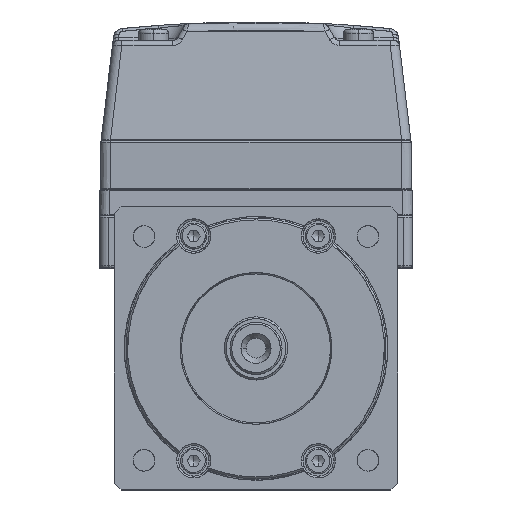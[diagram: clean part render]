
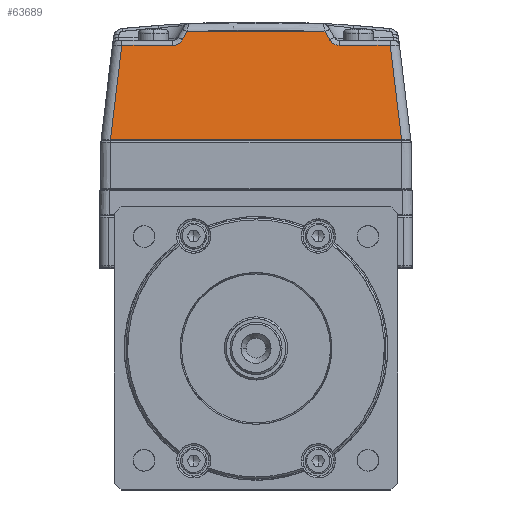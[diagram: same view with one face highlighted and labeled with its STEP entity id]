
A CAD part, top view. The second image highlights one B-rep face of the part: STEP entity #63689.
In plain terms, the highlighted planar face has unit normal (0, -0.126, -0.992).
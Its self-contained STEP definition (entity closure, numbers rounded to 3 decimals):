
#63596=DIRECTION('',(1.,0.,0.));
#63597=VECTOR('',#63596,78.168);
#63598=CARTESIAN_POINT('',(-39.081,56.098,
-44.685));
#63599=LINE('',#63598,#63597);
#63600=DIRECTION('',(-0.118,0.985,-0.125));
#63601=VECTOR('',#63600,25.76);
#63602=CARTESIAN_POINT('',(39.087,56.098,
-44.712));
#63603=LINE('',#63602,#63601);
#63604=DIRECTION('',(-1.,0.,0.));
#63605=VECTOR('',#63604,13.673);
#63606=CARTESIAN_POINT('',(36.041,81.473,
-47.941));
#63607=LINE('',#63606,#63605);
#63608=CARTESIAN_POINT('',(22.368,81.473,
-47.936));
#63609=CARTESIAN_POINT('',(22.009,81.476,
-47.936));
#63610=CARTESIAN_POINT('',(21.336,81.591,
-47.951));
#63611=CARTESIAN_POINT('',(20.396,82.13,
-48.019));
#63612=CARTESIAN_POINT('',(19.955,82.659,
-48.086));
#63613=CARTESIAN_POINT('',(19.77,82.973,
-48.126));
#63615=DIRECTION('',(-0.497,0.861,-0.109));
#63616=VECTOR('',#63615,2.501);
#63617=CARTESIAN_POINT('',(19.77,82.973,
-48.126));
#63618=LINE('',#63617,#63616);
#63619=CARTESIAN_POINT('',(18.527,85.125,
-48.4));
#63620=CARTESIAN_POINT('',(14.723,85.326,
-48.424));
#63621=CARTESIAN_POINT('',(6.91,85.594,
-48.455));
#63622=CARTESIAN_POINT('',(-5.208,85.641,
-48.457));
#63623=CARTESIAN_POINT('',(-13.992,85.347,
-48.417));
#63624=CARTESIAN_POINT('',(-18.524,85.125,
-48.387));
#63626=DIRECTION('',(-0.497,-0.861,0.11));
#63627=VECTOR('',#63626,2.501);
#63628=CARTESIAN_POINT('',(-18.524,85.125,
-48.387));
#63629=LINE('',#63628,#63627);
#63630=CARTESIAN_POINT('',(-19.766,82.973,
-48.113));
#63631=CARTESIAN_POINT('',(-19.952,82.659,
-48.073));
#63632=CARTESIAN_POINT('',(-20.392,82.13,
-48.005));
#63633=CARTESIAN_POINT('',(-21.333,81.591,
-47.936));
#63634=CARTESIAN_POINT('',(-22.005,81.476,
-47.921));
#63635=CARTESIAN_POINT('',(-22.364,81.473,
-47.921));
#63637=DIRECTION('',(-1.,0.,0.));
#63638=VECTOR('',#63637,13.673);
#63639=CARTESIAN_POINT('',(-22.364,81.473,
-47.921));
#63640=LINE('',#63639,#63638);
#63641=DIRECTION('',(-0.118,-0.985,0.125));
#63642=VECTOR('',#63641,25.76);
#63643=CARTESIAN_POINT('',(-36.037,81.473,
-47.916));
#63644=LINE('',#63643,#63642);
#63645=CARTESIAN_POINT('',(39.087,56.098,
-44.712));
#63646=CARTESIAN_POINT('',(-39.081,56.098,
-44.685));
#63647=VERTEX_POINT('',#63645);
#63648=VERTEX_POINT('',#63646);
#63649=CARTESIAN_POINT('',(-36.037,81.473,
-47.916));
#63650=VERTEX_POINT('',#63649);
#63651=CARTESIAN_POINT('',(-22.364,81.473,
-47.921));
#63652=VERTEX_POINT('',#63651);
#63653=VERTEX_POINT('',#63630);
#63654=CARTESIAN_POINT('',(-18.524,85.125,
-48.387));
#63655=VERTEX_POINT('',#63654);
#63656=VERTEX_POINT('',#63619);
#63657=CARTESIAN_POINT('',(19.77,82.973,
-48.126));
#63658=VERTEX_POINT('',#63657);
#63659=VERTEX_POINT('',#63608);
#63660=CARTESIAN_POINT('',(36.041,81.473,
-47.941));
#63661=VERTEX_POINT('',#63660);
#63662=CARTESIAN_POINT('',(0.002,70.856,
-46.577));
#63663=DIRECTION('',(0.,0.126,0.992));
#63664=DIRECTION('',(0.,0.992,-0.126));
#63665=AXIS2_PLACEMENT_3D('',#63662,#63663,#63664);
#63666=PLANE('',#63665);
#63668=ORIENTED_EDGE('',*,*,#63667,.T.);
#63670=ORIENTED_EDGE('',*,*,#63669,.T.);
#63672=ORIENTED_EDGE('',*,*,#63671,.T.);
#63674=ORIENTED_EDGE('',*,*,#63673,.T.);
#63676=ORIENTED_EDGE('',*,*,#63675,.T.);
#63678=ORIENTED_EDGE('',*,*,#63677,.T.);
#63680=ORIENTED_EDGE('',*,*,#63679,.T.);
#63682=ORIENTED_EDGE('',*,*,#63681,.T.);
#63684=ORIENTED_EDGE('',*,*,#63683,.T.);
#63686=ORIENTED_EDGE('',*,*,#63685,.T.);
#63687=EDGE_LOOP('',(#63668,#63670,#63672,#63674,#63676,#63678,#63680,#63682,
#63684,#63686));
#63688=FACE_OUTER_BOUND('',#63687,.F.);
#63689=ADVANCED_FACE('',(#63688),#63666,.F.);
#63614=B_SPLINE_CURVE_WITH_KNOTS('',3,(#63608,#63609,#63610,#63611,#63612,
#63613),.UNSPECIFIED.,.F.,.F.,(4,1,1,4),(0.,0.333,
0.667,1.),.UNSPECIFIED.);
#63625=B_SPLINE_CURVE_WITH_KNOTS('',3,(#63619,#63620,#63621,#63622,#63623,
#63624),.UNSPECIFIED.,.F.,.F.,(4,1,1,4),(0.,0.333,
0.667,1.),.UNSPECIFIED.);
#63636=B_SPLINE_CURVE_WITH_KNOTS('',3,(#63630,#63631,#63632,#63633,#63634,
#63635),.UNSPECIFIED.,.F.,.F.,(4,1,1,4),(0.,0.333,
0.667,1.),.UNSPECIFIED.);
#63667=EDGE_CURVE('',#63648,#63647,#63599,.T.);
#63669=EDGE_CURVE('',#63647,#63661,#63603,.T.);
#63671=EDGE_CURVE('',#63661,#63659,#63607,.T.);
#63673=EDGE_CURVE('',#63659,#63658,#63614,.T.);
#63675=EDGE_CURVE('',#63658,#63656,#63618,.T.);
#63677=EDGE_CURVE('',#63656,#63655,#63625,.T.);
#63679=EDGE_CURVE('',#63655,#63653,#63629,.T.);
#63681=EDGE_CURVE('',#63653,#63652,#63636,.T.);
#63683=EDGE_CURVE('',#63652,#63650,#63640,.T.);
#63685=EDGE_CURVE('',#63650,#63648,#63644,.T.);
